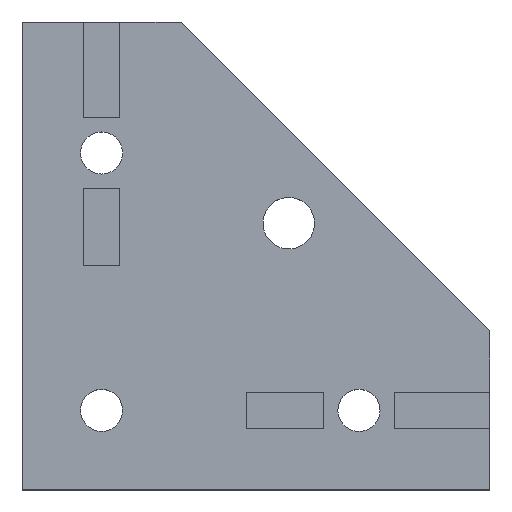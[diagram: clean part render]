
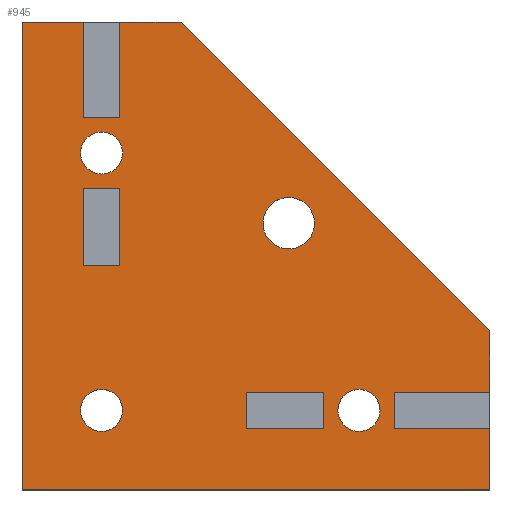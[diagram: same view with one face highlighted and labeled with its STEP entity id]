
A CAD part, top view. The second image highlights one B-rep face of the part: STEP entity #945.
In plain terms, the highlighted planar face has unit normal (0, 0, 1).
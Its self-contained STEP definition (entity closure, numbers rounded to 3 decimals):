
#15=FACE_BOUND('',#126,.T.);
#16=FACE_BOUND('',#127,.T.);
#17=FACE_BOUND('',#128,.T.);
#18=FACE_BOUND('',#129,.T.);
#19=FACE_BOUND('',#130,.T.);
#20=FACE_BOUND('',#131,.T.);
#27=PLANE('',#1024);
#74=FACE_OUTER_BOUND('',#125,.T.);
#125=EDGE_LOOP('',(#679,#680,#681,#682,#683,#684,#685,#686,#687,#688,#689,
#690,#691));
#126=EDGE_LOOP('',(#692,#693,#694,#695));
#127=EDGE_LOOP('',(#696,#697));
#128=EDGE_LOOP('',(#698,#699));
#129=EDGE_LOOP('',(#700,#701));
#130=EDGE_LOOP('',(#702,#703));
#131=EDGE_LOOP('',(#704,#705,#706,#707));
#192=LINE('',#1374,#311);
#193=LINE('',#1376,#312);
#194=LINE('',#1378,#313);
#195=LINE('',#1380,#314);
#196=LINE('',#1382,#315);
#197=LINE('',#1384,#316);
#198=LINE('',#1386,#317);
#199=LINE('',#1388,#318);
#200=LINE('',#1390,#319);
#201=LINE('',#1392,#320);
#202=LINE('',#1394,#321);
#203=LINE('',#1396,#322);
#204=LINE('',#1397,#323);
#205=LINE('',#1400,#324);
#206=LINE('',#1402,#325);
#207=LINE('',#1404,#326);
#208=LINE('',#1405,#327);
#209=LINE('',#1412,#328);
#210=LINE('',#1414,#329);
#211=LINE('',#1416,#330);
#212=LINE('',#1417,#331);
#311=VECTOR('',#1115,1000.);
#312=VECTOR('',#1116,1000.);
#313=VECTOR('',#1117,1000.);
#314=VECTOR('',#1118,1000.);
#315=VECTOR('',#1119,1000.);
#316=VECTOR('',#1120,1000.);
#317=VECTOR('',#1121,1000.);
#318=VECTOR('',#1122,1000.);
#319=VECTOR('',#1123,1000.);
#320=VECTOR('',#1124,1000.);
#321=VECTOR('',#1125,1000.);
#322=VECTOR('',#1126,1000.);
#323=VECTOR('',#1127,1000.);
#324=VECTOR('',#1128,1000.);
#325=VECTOR('',#1129,1000.);
#326=VECTOR('',#1130,1000.);
#327=VECTOR('',#1131,1000.);
#328=VECTOR('',#1140,1000.);
#329=VECTOR('',#1141,1000.);
#330=VECTOR('',#1142,1000.);
#331=VECTOR('',#1143,1000.);
#422=CIRCLE('',#1013,4.5);
#424=CIRCLE('',#1016,5.5);
#426=CIRCLE('',#1019,4.5);
#428=CIRCLE('',#1022,4.5);
#430=CIRCLE('',#1025,5.5);
#431=CIRCLE('',#1026,4.5);
#432=CIRCLE('',#1027,4.5);
#433=CIRCLE('',#1028,4.5);
#438=VERTEX_POINT('',#1336);
#439=VERTEX_POINT('',#1337);
#442=VERTEX_POINT('',#1345);
#443=VERTEX_POINT('',#1346);
#446=VERTEX_POINT('',#1354);
#447=VERTEX_POINT('',#1355);
#450=VERTEX_POINT('',#1363);
#451=VERTEX_POINT('',#1364);
#454=VERTEX_POINT('',#1372);
#455=VERTEX_POINT('',#1373);
#456=VERTEX_POINT('',#1375);
#457=VERTEX_POINT('',#1377);
#458=VERTEX_POINT('',#1379);
#459=VERTEX_POINT('',#1381);
#460=VERTEX_POINT('',#1383);
#461=VERTEX_POINT('',#1385);
#462=VERTEX_POINT('',#1387);
#463=VERTEX_POINT('',#1389);
#464=VERTEX_POINT('',#1391);
#465=VERTEX_POINT('',#1393);
#466=VERTEX_POINT('',#1395);
#467=VERTEX_POINT('',#1398);
#468=VERTEX_POINT('',#1399);
#469=VERTEX_POINT('',#1401);
#470=VERTEX_POINT('',#1403);
#471=VERTEX_POINT('',#1410);
#472=VERTEX_POINT('',#1411);
#473=VERTEX_POINT('',#1413);
#474=VERTEX_POINT('',#1415);
#528=EDGE_CURVE('',#438,#439,#422,.T.);
#532=EDGE_CURVE('',#442,#443,#424,.T.);
#536=EDGE_CURVE('',#446,#447,#426,.T.);
#540=EDGE_CURVE('',#450,#451,#428,.T.);
#544=EDGE_CURVE('',#454,#455,#192,.T.);
#545=EDGE_CURVE('',#454,#456,#193,.T.);
#546=EDGE_CURVE('',#456,#457,#194,.T.);
#547=EDGE_CURVE('',#457,#458,#195,.T.);
#548=EDGE_CURVE('',#458,#459,#196,.T.);
#549=EDGE_CURVE('',#460,#459,#197,.T.);
#550=EDGE_CURVE('',#461,#460,#198,.T.);
#551=EDGE_CURVE('',#462,#461,#199,.T.);
#552=EDGE_CURVE('',#462,#463,#200,.T.);
#553=EDGE_CURVE('',#463,#464,#201,.T.);
#554=EDGE_CURVE('',#464,#465,#202,.T.);
#555=EDGE_CURVE('',#466,#465,#203,.T.);
#556=EDGE_CURVE('',#455,#466,#204,.T.);
#557=EDGE_CURVE('',#467,#468,#205,.T.);
#558=EDGE_CURVE('',#469,#467,#206,.T.);
#559=EDGE_CURVE('',#470,#469,#207,.T.);
#560=EDGE_CURVE('',#468,#470,#208,.T.);
#561=EDGE_CURVE('',#443,#442,#430,.T.);
#562=EDGE_CURVE('',#451,#450,#431,.T.);
#563=EDGE_CURVE('',#447,#446,#432,.T.);
#564=EDGE_CURVE('',#439,#438,#433,.T.);
#565=EDGE_CURVE('',#471,#472,#209,.T.);
#566=EDGE_CURVE('',#473,#471,#210,.T.);
#567=EDGE_CURVE('',#474,#473,#211,.T.);
#568=EDGE_CURVE('',#472,#474,#212,.T.);
#679=ORIENTED_EDGE('',*,*,#544,.F.);
#680=ORIENTED_EDGE('',*,*,#545,.T.);
#681=ORIENTED_EDGE('',*,*,#546,.T.);
#682=ORIENTED_EDGE('',*,*,#547,.T.);
#683=ORIENTED_EDGE('',*,*,#548,.T.);
#684=ORIENTED_EDGE('',*,*,#549,.F.);
#685=ORIENTED_EDGE('',*,*,#550,.F.);
#686=ORIENTED_EDGE('',*,*,#551,.F.);
#687=ORIENTED_EDGE('',*,*,#552,.T.);
#688=ORIENTED_EDGE('',*,*,#553,.T.);
#689=ORIENTED_EDGE('',*,*,#554,.T.);
#690=ORIENTED_EDGE('',*,*,#555,.F.);
#691=ORIENTED_EDGE('',*,*,#556,.F.);
#692=ORIENTED_EDGE('',*,*,#557,.F.);
#693=ORIENTED_EDGE('',*,*,#558,.F.);
#694=ORIENTED_EDGE('',*,*,#559,.F.);
#695=ORIENTED_EDGE('',*,*,#560,.F.);
#696=ORIENTED_EDGE('',*,*,#532,.F.);
#697=ORIENTED_EDGE('',*,*,#561,.F.);
#698=ORIENTED_EDGE('',*,*,#540,.F.);
#699=ORIENTED_EDGE('',*,*,#562,.F.);
#700=ORIENTED_EDGE('',*,*,#536,.F.);
#701=ORIENTED_EDGE('',*,*,#563,.F.);
#702=ORIENTED_EDGE('',*,*,#528,.F.);
#703=ORIENTED_EDGE('',*,*,#564,.F.);
#704=ORIENTED_EDGE('',*,*,#565,.F.);
#705=ORIENTED_EDGE('',*,*,#566,.F.);
#706=ORIENTED_EDGE('',*,*,#567,.F.);
#707=ORIENTED_EDGE('',*,*,#568,.F.);
#945=ADVANCED_FACE('',(#74,#15,#16,#17,#18,#19,#20),#27,.F.);
#1013=AXIS2_PLACEMENT_3D('',#1338,#1083,#1084);
#1016=AXIS2_PLACEMENT_3D('',#1347,#1091,#1092);
#1019=AXIS2_PLACEMENT_3D('',#1356,#1099,#1100);
#1022=AXIS2_PLACEMENT_3D('',#1365,#1107,#1108);
#1024=AXIS2_PLACEMENT_3D('',#1371,#1113,#1114);
#1025=AXIS2_PLACEMENT_3D('',#1406,#1132,#1133);
#1026=AXIS2_PLACEMENT_3D('',#1407,#1134,#1135);
#1027=AXIS2_PLACEMENT_3D('',#1408,#1136,#1137);
#1028=AXIS2_PLACEMENT_3D('',#1409,#1138,#1139);
#1083=DIRECTION('center_axis',(0.,0.,1.));
#1084=DIRECTION('ref_axis',(1.,0.,0.));
#1091=DIRECTION('center_axis',(0.,0.,1.));
#1092=DIRECTION('ref_axis',(1.,0.,0.));
#1099=DIRECTION('center_axis',(0.,0.,1.));
#1100=DIRECTION('ref_axis',(1.,0.,0.));
#1107=DIRECTION('center_axis',(0.,0.,1.));
#1108=DIRECTION('ref_axis',(1.,0.,0.));
#1113=DIRECTION('center_axis',(0.,0.,-1.));
#1114=DIRECTION('ref_axis',(0.,-1.,0.));
#1115=DIRECTION('',(0.,-1.,0.));
#1116=DIRECTION('',(-1.,0.,0.));
#1117=DIRECTION('',(0.,-1.,0.));
#1118=DIRECTION('',(1.,0.,0.));
#1119=DIRECTION('',(0.,1.,0.));
#1120=DIRECTION('',(1.,0.,0.));
#1121=DIRECTION('',(0.,-1.,0.));
#1122=DIRECTION('',(-1.,0.,0.));
#1123=DIRECTION('',(0.,1.,0.));
#1124=DIRECTION('',(-0.707,0.707,0.));
#1125=DIRECTION('',(-1.,0.,0.));
#1126=DIRECTION('',(0.,1.,0.));
#1127=DIRECTION('',(1.,0.,0.));
#1128=DIRECTION('',(0.,1.,0.));
#1129=DIRECTION('',(1.,0.,0.));
#1130=DIRECTION('',(0.,-1.,0.));
#1131=DIRECTION('',(-1.,0.,0.));
#1132=DIRECTION('center_axis',(0.,0.,1.));
#1133=DIRECTION('ref_axis',(1.,0.,0.));
#1134=DIRECTION('center_axis',(0.,0.,1.));
#1135=DIRECTION('ref_axis',(1.,0.,0.));
#1136=DIRECTION('center_axis',(0.,0.,1.));
#1137=DIRECTION('ref_axis',(1.,0.,0.));
#1138=DIRECTION('center_axis',(0.,0.,1.));
#1139=DIRECTION('ref_axis',(1.,0.,0.));
#1140=DIRECTION('',(-1.,0.,0.));
#1141=DIRECTION('',(0.,1.,0.));
#1142=DIRECTION('',(1.,0.,0.));
#1143=DIRECTION('',(0.,-1.,0.));
#1336=CARTESIAN_POINT('',(67.5,17.,4.));
#1337=CARTESIAN_POINT('',(76.5,17.,4.));
#1338=CARTESIAN_POINT('Origin',(72.,17.,4.));
#1345=CARTESIAN_POINT('',(51.5,57.,4.));
#1346=CARTESIAN_POINT('',(62.5,57.,4.));
#1347=CARTESIAN_POINT('Origin',(57.,57.,4.));
#1354=CARTESIAN_POINT('',(12.5,72.,4.));
#1355=CARTESIAN_POINT('',(21.5,72.,4.));
#1356=CARTESIAN_POINT('Origin',(17.,72.,4.));
#1363=CARTESIAN_POINT('',(12.5,17.,4.));
#1364=CARTESIAN_POINT('',(21.5,17.,4.));
#1365=CARTESIAN_POINT('Origin',(17.,17.,4.));
#1371=CARTESIAN_POINT('Origin',(0.,100.,4.));
#1372=CARTESIAN_POINT('',(13.1,100.,4.));
#1373=CARTESIAN_POINT('',(13.1,79.5,4.));
#1374=CARTESIAN_POINT('',(13.1,79.5,4.));
#1375=CARTESIAN_POINT('',(0.,100.,4.));
#1376=CARTESIAN_POINT('',(0.,100.,4.));
#1377=CARTESIAN_POINT('',(0.,0.,4.));
#1378=CARTESIAN_POINT('',(0.,0.,4.));
#1379=CARTESIAN_POINT('',(100.,0.,4.));
#1380=CARTESIAN_POINT('',(0.,0.,4.));
#1381=CARTESIAN_POINT('',(100.,13.1,4.));
#1382=CARTESIAN_POINT('',(100.,0.,4.));
#1383=CARTESIAN_POINT('',(79.5,13.1,4.));
#1384=CARTESIAN_POINT('',(100.,13.1,4.));
#1385=CARTESIAN_POINT('',(79.5,20.9,4.));
#1386=CARTESIAN_POINT('',(79.5,13.1,4.));
#1387=CARTESIAN_POINT('',(100.,20.9,4.));
#1388=CARTESIAN_POINT('',(79.5,20.9,4.));
#1389=CARTESIAN_POINT('',(100.,34.,4.));
#1390=CARTESIAN_POINT('',(100.,0.,4.));
#1391=CARTESIAN_POINT('',(34.,100.,4.));
#1392=CARTESIAN_POINT('',(34.,100.,4.));
#1393=CARTESIAN_POINT('',(20.9,100.,4.));
#1394=CARTESIAN_POINT('',(0.,100.,4.));
#1395=CARTESIAN_POINT('',(20.9,79.5,4.));
#1396=CARTESIAN_POINT('',(20.9,100.,4.));
#1397=CARTESIAN_POINT('',(20.9,79.5,4.));
#1398=CARTESIAN_POINT('',(20.9,48.,4.));
#1399=CARTESIAN_POINT('',(20.9,64.5,4.));
#1400=CARTESIAN_POINT('',(20.9,64.5,4.));
#1401=CARTESIAN_POINT('',(13.1,48.,4.));
#1402=CARTESIAN_POINT('',(20.9,48.,4.));
#1403=CARTESIAN_POINT('',(13.1,64.5,4.));
#1404=CARTESIAN_POINT('',(13.1,48.,4.));
#1405=CARTESIAN_POINT('',(13.1,64.5,4.));
#1406=CARTESIAN_POINT('Origin',(57.,57.,4.));
#1407=CARTESIAN_POINT('Origin',(17.,17.,4.));
#1408=CARTESIAN_POINT('Origin',(17.,72.,4.));
#1409=CARTESIAN_POINT('Origin',(72.,17.,4.));
#1410=CARTESIAN_POINT('',(64.5,20.9,4.));
#1411=CARTESIAN_POINT('',(48.,20.9,4.));
#1412=CARTESIAN_POINT('',(48.,20.9,4.));
#1413=CARTESIAN_POINT('',(64.5,13.1,4.));
#1414=CARTESIAN_POINT('',(64.5,20.9,4.));
#1415=CARTESIAN_POINT('',(48.,13.1,4.));
#1416=CARTESIAN_POINT('',(64.5,13.1,4.));
#1417=CARTESIAN_POINT('',(48.,13.1,4.));
